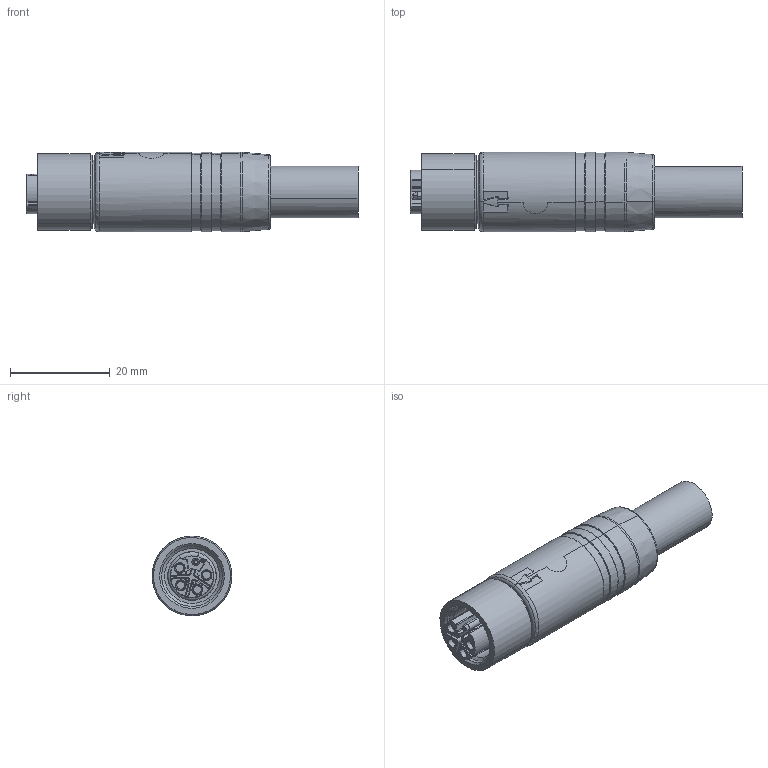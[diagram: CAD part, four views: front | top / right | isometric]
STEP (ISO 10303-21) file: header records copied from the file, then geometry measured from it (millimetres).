
FILE_DESCRIPTION((''),'2;1');
FILE_NAME('CAD-7290','2021-07-28T12:44:40',('creinig-se'),(''),'CREO PARAMETRIC BY PTC INC, 2019292','CREO PARAMETRIC BY PTC INC, 2019292','');
FILE_SCHEMA(('CONFIG_CONTROL_DESIGN','SHAPE_APPEARANCE_LAYERS_GROUPS'));
Length unit declared in the file: millimetre
Products named in the file (1): CAD-7290
Bounding box: 66.72 x 16 x 16 mm (x, y, z)
Volume: 10316.4 mm3; surface area: 4131.4 mm2
Topology: 1 solids, 1 shells, 349 faces, 854 edges, 522 vertices
Faces by surface type: plane 103, torus 100, cylinder 87, bspline 25, cone 18, extrusion 16
Entity records: 17961 total; most frequent: CARTESIAN_POINT 4029, DIRECTION 1801, ORIENTED_EDGE 1692, PRESENTATION_STYLE_ASSIGNMENT 1115, STYLED_ITEM 863, CURVE_STYLE 862, EDGE_CURVE 846, AXIS2_PLACEMENT_3D 726
